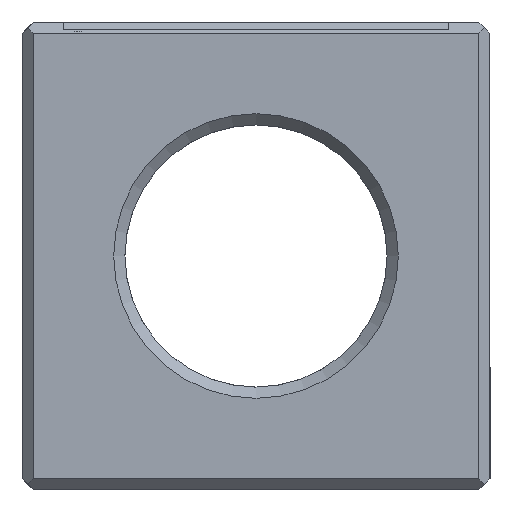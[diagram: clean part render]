
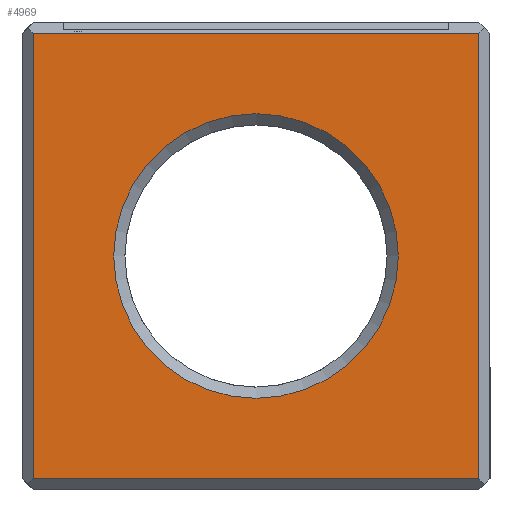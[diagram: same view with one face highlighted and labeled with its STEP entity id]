
A CAD part, left-side view. The second image highlights one B-rep face of the part: STEP entity #4969.
In plain terms, the highlighted planar face has unit normal (-1, 0, 0).
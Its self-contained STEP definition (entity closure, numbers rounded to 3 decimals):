
#72 = PLANE('',#73);
#73 = AXIS2_PLACEMENT_3D('',#74,#75,#76);
#74 = CARTESIAN_POINT('',(0.,0.,0.3));
#75 = DIRECTION('',(-0.707,0.,-0.707)
  );
#76 = DIRECTION('',(0.707,0.,-0.707));
#1062 = PLANE('',#1063);
#1063 = AXIS2_PLACEMENT_3D('',#1064,#1065,#1066);
#1064 = CARTESIAN_POINT('',(0.3,12.5,0.));
#1065 = DIRECTION('',(0.707,-0.707,0.));
#1066 = DIRECTION('',(-0.707,-0.707,0.));
#1293 = PLANE('',#1294);
#1294 = AXIS2_PLACEMENT_3D('',#1295,#1296,#1297);
#1295 = CARTESIAN_POINT('',(0.3,0.,0.));
#1296 = DIRECTION('',(-0.707,-0.707,0.));
#1297 = DIRECTION('',(-0.707,0.707,0.));
#1361 = VERTEX_POINT('',#1362);
#1362 = CARTESIAN_POINT('',(0.,0.3,0.3));
#1383 = EDGE_CURVE('',#1361,#1384,#1386,.T.);
#1384 = VERTEX_POINT('',#1385);
#1385 = CARTESIAN_POINT('',(0.,12.2,0.3));
#1386 = SURFACE_CURVE('',#1387,(#1391,#1398),.PCURVE_S1.);
#1387 = LINE('',#1388,#1389);
#1388 = CARTESIAN_POINT('',(0.,0.,0.3));
#1389 = VECTOR('',#1390,1.);
#1390 = DIRECTION('',(0.,1.,0.));
#1391 = PCURVE('',#72,#1392);
#1392 = DEFINITIONAL_REPRESENTATION('',(#1393),#1397);
#1393 = LINE('',#1394,#1395);
#1394 = CARTESIAN_POINT('',(0.,0.));
#1395 = VECTOR('',#1396,1.);
#1396 = DIRECTION('',(0.,-1.));
#1397 = ( GEOMETRIC_REPRESENTATION_CONTEXT(2) 
PARAMETRIC_REPRESENTATION_CONTEXT() REPRESENTATION_CONTEXT('2D SPACE',''
  ) );
#1398 = PCURVE('',#1399,#1404);
#1399 = PLANE('',#1400);
#1400 = AXIS2_PLACEMENT_3D('',#1401,#1402,#1403);
#1401 = CARTESIAN_POINT('',(0.,12.5,0.));
#1402 = DIRECTION('',(1.,0.,0.));
#1403 = DIRECTION('',(0.,-1.,0.));
#1404 = DEFINITIONAL_REPRESENTATION('',(#1405),#1409);
#1405 = LINE('',#1406,#1407);
#1406 = CARTESIAN_POINT('',(12.5,-0.3));
#1407 = VECTOR('',#1408,1.);
#1408 = DIRECTION('',(-1.,0.));
#1409 = ( GEOMETRIC_REPRESENTATION_CONTEXT(2) 
PARAMETRIC_REPRESENTATION_CONTEXT() REPRESENTATION_CONTEXT('2D SPACE',''
  ) );
#3766 = VERTEX_POINT('',#3767);
#3767 = CARTESIAN_POINT('',(0.,12.2,12.2));
#3781 = PLANE('',#3782);
#3782 = AXIS2_PLACEMENT_3D('',#3783,#3784,#3785);
#3783 = CARTESIAN_POINT('',(0.3,0.,12.5));
#3784 = DIRECTION('',(-0.707,0.,0.707
    ));
#3785 = DIRECTION('',(-0.707,0.,-0.707
    ));
#3793 = EDGE_CURVE('',#1384,#3766,#3794,.T.);
#3794 = SURFACE_CURVE('',#3795,(#3799,#3806),.PCURVE_S1.);
#3795 = LINE('',#3796,#3797);
#3796 = CARTESIAN_POINT('',(0.,12.2,0.));
#3797 = VECTOR('',#3798,1.);
#3798 = DIRECTION('',(0.,0.,1.));
#3799 = PCURVE('',#1062,#3800);
#3800 = DEFINITIONAL_REPRESENTATION('',(#3801),#3805);
#3801 = LINE('',#3802,#3803);
#3802 = CARTESIAN_POINT('',(0.424,0.));
#3803 = VECTOR('',#3804,1.);
#3804 = DIRECTION('',(0.,-1.));
#3805 = ( GEOMETRIC_REPRESENTATION_CONTEXT(2) 
PARAMETRIC_REPRESENTATION_CONTEXT() REPRESENTATION_CONTEXT('2D SPACE',''
  ) );
#3806 = PCURVE('',#1399,#3807);
#3807 = DEFINITIONAL_REPRESENTATION('',(#3808),#3812);
#3808 = LINE('',#3809,#3810);
#3809 = CARTESIAN_POINT('',(0.3,0.));
#3810 = VECTOR('',#3811,1.);
#3811 = DIRECTION('',(0.,-1.));
#3812 = ( GEOMETRIC_REPRESENTATION_CONTEXT(2) 
PARAMETRIC_REPRESENTATION_CONTEXT() REPRESENTATION_CONTEXT('2D SPACE',''
  ) );
#4926 = VERTEX_POINT('',#4927);
#4927 = CARTESIAN_POINT('',(0.,0.3,12.2));
#4948 = EDGE_CURVE('',#1361,#4926,#4949,.T.);
#4949 = SURFACE_CURVE('',#4950,(#4954,#4961),.PCURVE_S1.);
#4950 = LINE('',#4951,#4952);
#4951 = CARTESIAN_POINT('',(0.,0.3,0.));
#4952 = VECTOR('',#4953,1.);
#4953 = DIRECTION('',(0.,0.,1.));
#4954 = PCURVE('',#1293,#4955);
#4955 = DEFINITIONAL_REPRESENTATION('',(#4956),#4960);
#4956 = LINE('',#4957,#4958);
#4957 = CARTESIAN_POINT('',(0.424,0.));
#4958 = VECTOR('',#4959,1.);
#4959 = DIRECTION('',(0.,-1.));
#4960 = ( GEOMETRIC_REPRESENTATION_CONTEXT(2) 
PARAMETRIC_REPRESENTATION_CONTEXT() REPRESENTATION_CONTEXT('2D SPACE',''
  ) );
#4961 = PCURVE('',#1399,#4962);
#4962 = DEFINITIONAL_REPRESENTATION('',(#4963),#4967);
#4963 = LINE('',#4964,#4965);
#4964 = CARTESIAN_POINT('',(12.2,0.));
#4965 = VECTOR('',#4966,1.);
#4966 = DIRECTION('',(0.,-1.));
#4967 = ( GEOMETRIC_REPRESENTATION_CONTEXT(2) 
PARAMETRIC_REPRESENTATION_CONTEXT() REPRESENTATION_CONTEXT('2D SPACE',''
  ) );
#4969 = ADVANCED_FACE('',(#4970,#4996),#1399,.F.);
#4970 = FACE_BOUND('',#4971,.F.);
#4971 = EDGE_LOOP('',(#4972,#4973,#4974,#4975));
#4972 = ORIENTED_EDGE('',*,*,#4948,.F.);
#4973 = ORIENTED_EDGE('',*,*,#1383,.T.);
#4974 = ORIENTED_EDGE('',*,*,#3793,.T.);
#4975 = ORIENTED_EDGE('',*,*,#4976,.F.);
#4976 = EDGE_CURVE('',#4926,#3766,#4977,.T.);
#4977 = SURFACE_CURVE('',#4978,(#4982,#4989),.PCURVE_S1.);
#4978 = LINE('',#4979,#4980);
#4979 = CARTESIAN_POINT('',(0.,0.,12.2));
#4980 = VECTOR('',#4981,1.);
#4981 = DIRECTION('',(0.,1.,0.));
#4982 = PCURVE('',#1399,#4983);
#4983 = DEFINITIONAL_REPRESENTATION('',(#4984),#4988);
#4984 = LINE('',#4985,#4986);
#4985 = CARTESIAN_POINT('',(12.5,-12.2));
#4986 = VECTOR('',#4987,1.);
#4987 = DIRECTION('',(-1.,0.));
#4988 = ( GEOMETRIC_REPRESENTATION_CONTEXT(2) 
PARAMETRIC_REPRESENTATION_CONTEXT() REPRESENTATION_CONTEXT('2D SPACE',''
  ) );
#4989 = PCURVE('',#3781,#4990);
#4990 = DEFINITIONAL_REPRESENTATION('',(#4991),#4995);
#4991 = LINE('',#4992,#4993);
#4992 = CARTESIAN_POINT('',(0.424,0.));
#4993 = VECTOR('',#4994,1.);
#4994 = DIRECTION('',(0.,-1.));
#4995 = ( GEOMETRIC_REPRESENTATION_CONTEXT(2) 
PARAMETRIC_REPRESENTATION_CONTEXT() REPRESENTATION_CONTEXT('2D SPACE',''
  ) );
#4996 = FACE_BOUND('',#4997,.F.);
#4997 = EDGE_LOOP('',(#4998));
#4998 = ORIENTED_EDGE('',*,*,#4999,.T.);
#4999 = EDGE_CURVE('',#5000,#5000,#5002,.T.);
#5000 = VERTEX_POINT('',#5001);
#5001 = CARTESIAN_POINT('',(0.,2.45,6.25));
#5002 = SURFACE_CURVE('',#5003,(#5008,#5019),.PCURVE_S1.);
#5003 = CIRCLE('',#5004,3.8);
#5004 = AXIS2_PLACEMENT_3D('',#5005,#5006,#5007);
#5005 = CARTESIAN_POINT('',(0.,6.25,6.25));
#5006 = DIRECTION('',(-1.,0.,0.));
#5007 = DIRECTION('',(0.,-1.,0.));
#5008 = PCURVE('',#1399,#5009);
#5009 = DEFINITIONAL_REPRESENTATION('',(#5010),#5018);
#5010 = ( BOUNDED_CURVE() B_SPLINE_CURVE(2,(#5011,#5012,#5013,#5014,
#5015,#5016,#5017),.UNSPECIFIED.,.T.,.F.) B_SPLINE_CURVE_WITH_KNOTS((1,2
    ,2,2,2,1),(-2.094,0.,2.094,4.189,
6.283,8.378),.UNSPECIFIED.) CURVE() 
GEOMETRIC_REPRESENTATION_ITEM() RATIONAL_B_SPLINE_CURVE((1.,0.5,1.,0.5,
1.,0.5,1.)) REPRESENTATION_ITEM('') );
#5011 = CARTESIAN_POINT('',(10.05,-6.25));
#5012 = CARTESIAN_POINT('',(10.05,-12.832));
#5013 = CARTESIAN_POINT('',(4.35,-9.541));
#5014 = CARTESIAN_POINT('',(-1.35,-6.25));
#5015 = CARTESIAN_POINT('',(4.35,-2.959));
#5016 = CARTESIAN_POINT('',(10.05,0.332));
#5017 = CARTESIAN_POINT('',(10.05,-6.25));
#5018 = ( GEOMETRIC_REPRESENTATION_CONTEXT(2) 
PARAMETRIC_REPRESENTATION_CONTEXT() REPRESENTATION_CONTEXT('2D SPACE',''
  ) );
#5019 = PCURVE('',#5020,#5025);
#5020 = CONICAL_SURFACE('',#5021,3.5,0.785);
#5021 = AXIS2_PLACEMENT_3D('',#5022,#5023,#5024);
#5022 = CARTESIAN_POINT('',(0.3,6.25,6.25));
#5023 = DIRECTION('',(-1.,-0.,-0.));
#5024 = DIRECTION('',(0.,-1.,0.));
#5025 = DEFINITIONAL_REPRESENTATION('',(#5026),#5030);
#5026 = LINE('',#5027,#5028);
#5027 = CARTESIAN_POINT('',(0.,0.3));
#5028 = VECTOR('',#5029,1.);
#5029 = DIRECTION('',(1.,0.));
#5030 = ( GEOMETRIC_REPRESENTATION_CONTEXT(2) 
PARAMETRIC_REPRESENTATION_CONTEXT() REPRESENTATION_CONTEXT('2D SPACE',''
  ) );
